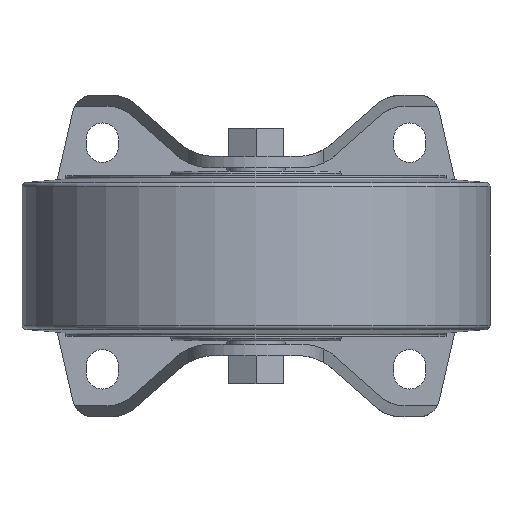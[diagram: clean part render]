
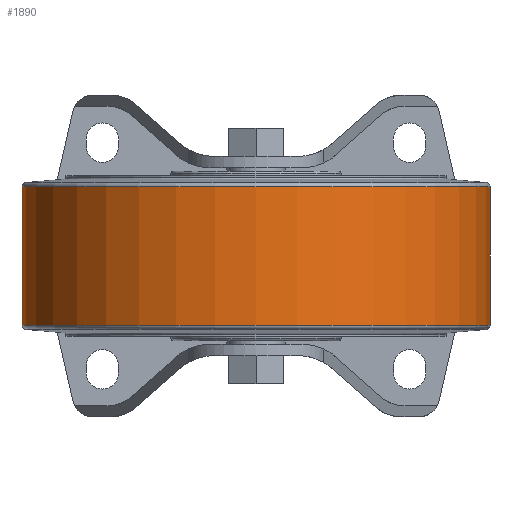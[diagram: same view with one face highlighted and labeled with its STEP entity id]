
A CAD part, front view. The second image highlights one B-rep face of the part: STEP entity #1890.
In plain terms, the highlighted cylindrical face has radius 80 mm (diameter 160 mm), a full revolution.
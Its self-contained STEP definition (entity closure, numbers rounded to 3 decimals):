
#912=ORIENTED_EDGE('',*,*,#1185,.F.);
#913=ORIENTED_EDGE('',*,*,#1184,.T.);
#1184=EDGE_CURVE('',#1366,#1366,#1444,.T.);
#1185=EDGE_CURVE('',#1367,#1367,#1445,.T.);
#1366=VERTEX_POINT('',#3243);
#1367=VERTEX_POINT('',#3246);
#1444=CIRCLE('',#2096,80.);
#1445=CIRCLE('',#2098,80.);
#1580=EDGE_LOOP('',(#912));
#1581=EDGE_LOOP('',(#913));
#1730=FACE_BOUND('',#1580,.T.);
#1731=FACE_BOUND('',#1581,.T.);
#1793=CYLINDRICAL_SURFACE('',#2097,80.);
#1890=ADVANCED_FACE('',(#1730,#1731),#1793,.T.);
#2096=AXIS2_PLACEMENT_3D('',#3242,#2636,#2637);
#2097=AXIS2_PLACEMENT_3D('',#3244,#2638,#2639);
#2098=AXIS2_PLACEMENT_3D('',#3245,#2640,#2641);
#2636=DIRECTION('',(0.,0.,-1.));
#2637=DIRECTION('',(-1.,0.,0.));
#2638=DIRECTION('',(0.,0.,-1.));
#2639=DIRECTION('',(-1.,0.,0.));
#2640=DIRECTION('',(0.,0.,-1.));
#2641=DIRECTION('',(-1.,0.,0.));
#3242=CARTESIAN_POINT('',(0.,0.,23.626));
#3243=CARTESIAN_POINT('',(-80.,0.,23.626));
#3244=CARTESIAN_POINT('',(0.,0.,-29.));
#3245=CARTESIAN_POINT('',(0.,0.,-23.626));
#3246=CARTESIAN_POINT('',(-80.,0.,-23.626));
